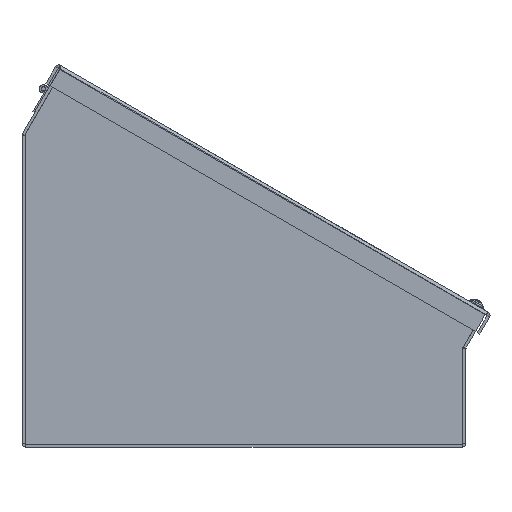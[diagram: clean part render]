
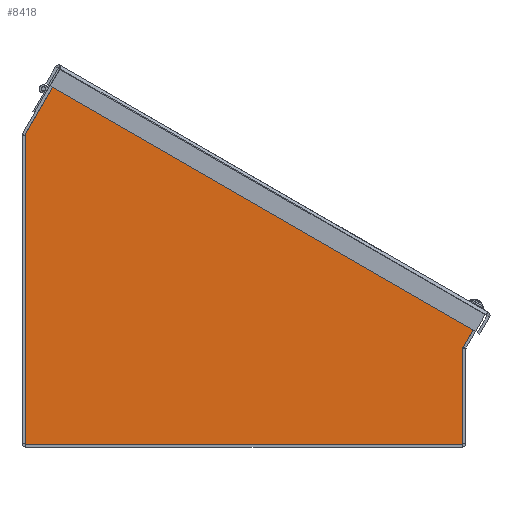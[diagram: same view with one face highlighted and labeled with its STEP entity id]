
A CAD part, front view. The second image highlights one B-rep face of the part: STEP entity #8418.
In plain terms, the highlighted face is planar.
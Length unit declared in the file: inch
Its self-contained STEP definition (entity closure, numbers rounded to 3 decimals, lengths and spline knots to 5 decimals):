
#296=PLANE($,#8935);
#705=LINE($,#12683,#1477);
#708=LINE($,#12689,#1480);
#711=LINE($,#12697,#1483);
#714=LINE($,#12701,#1486);
#726=LINE($,#12726,#1498);
#728=LINE($,#12730,#1500);
#730=LINE($,#12733,#1502);
#731=LINE($,#12736,#1503);
#732=LINE($,#12738,#1504);
#733=LINE($,#12740,#1505);
#734=LINE($,#12742,#1506);
#735=LINE($,#12744,#1507);
#736=LINE($,#12746,#1508);
#737=LINE($,#12747,#1509);
#1477=VECTOR($,#10094,10.65625);
#1480=VECTOR($,#10099,0.0002);
#1483=VECTOR($,#10104,0.0158);
#1486=VECTOR($,#10109,0.0002);
#1498=VECTOR($,#10125,0.0158);
#1500=VECTOR($,#10129,0.0002);
#1502=VECTOR($,#10133,0.0002);
#1503=VECTOR($,#10136,0.63792);
#1504=VECTOR($,#10137,1.65617);
#1505=VECTOR($,#10138,7.59463);
#1506=VECTOR($,#10139,10.75825);
#1507=VECTOR($,#10140,2.3635);
#1508=VECTOR($,#10141,0.80734);
#1509=VECTOR($,#10142,0.63792);
#2394=FACE_OUTER_BOUND($,#2820,.T.);
#2820=EDGE_LOOP($,(#6074,#6075,#6076,#6077,#6078,#6079,#6080,#6081,#6082,
#6083,#6084,#6085,#6086,#6087));
#3745=VERTEX_POINT($,#12668);
#3746=VERTEX_POINT($,#12672);
#3749=VERTEX_POINT($,#12687);
#3752=VERTEX_POINT($,#12694);
#3753=VERTEX_POINT($,#12696);
#3763=VERTEX_POINT($,#12723);
#3764=VERTEX_POINT($,#12725);
#3765=VERTEX_POINT($,#12729);
#3766=VERTEX_POINT($,#12735);
#3767=VERTEX_POINT($,#12737);
#3768=VERTEX_POINT($,#12739);
#3769=VERTEX_POINT($,#12741);
#3770=VERTEX_POINT($,#12743);
#3771=VERTEX_POINT($,#12745);
#4629=EDGE_CURVE($,#3745,#3746,#705,.T.);
#4632=EDGE_CURVE($,#3746,#3749,#708,.T.);
#4635=EDGE_CURVE($,#3753,#3752,#711,.T.);
#4638=EDGE_CURVE($,#3749,#3753,#714,.T.);
#4650=EDGE_CURVE($,#3764,#3763,#726,.T.);
#4652=EDGE_CURVE($,#3765,#3745,#728,.T.);
#4654=EDGE_CURVE($,#3763,#3765,#730,.T.);
#4655=EDGE_CURVE($,#3766,#3752,#731,.T.);
#4656=EDGE_CURVE($,#3767,#3766,#732,.T.);
#4657=EDGE_CURVE($,#3768,#3767,#733,.T.);
#4658=EDGE_CURVE($,#3769,#3768,#734,.T.);
#4659=EDGE_CURVE($,#3770,#3769,#735,.T.);
#4660=EDGE_CURVE($,#3771,#3770,#736,.T.);
#4661=EDGE_CURVE($,#3764,#3771,#737,.T.);
#6074=ORIENTED_EDGE($,*,*,#4635,.T.);
#6075=ORIENTED_EDGE($,*,*,#4655,.F.);
#6076=ORIENTED_EDGE($,*,*,#4656,.F.);
#6077=ORIENTED_EDGE($,*,*,#4657,.F.);
#6078=ORIENTED_EDGE($,*,*,#4658,.F.);
#6079=ORIENTED_EDGE($,*,*,#4659,.F.);
#6080=ORIENTED_EDGE($,*,*,#4660,.F.);
#6081=ORIENTED_EDGE($,*,*,#4661,.F.);
#6082=ORIENTED_EDGE($,*,*,#4650,.T.);
#6083=ORIENTED_EDGE($,*,*,#4654,.T.);
#6084=ORIENTED_EDGE($,*,*,#4652,.T.);
#6085=ORIENTED_EDGE($,*,*,#4629,.T.);
#6086=ORIENTED_EDGE($,*,*,#4632,.T.);
#6087=ORIENTED_EDGE($,*,*,#4638,.T.);
#8418=ADVANCED_FACE($,(#2394),#296,.T.);
#8935=AXIS2_PLACEMENT_3D($,#12734,#10134,#10135);
#10094=DIRECTION($,(-0.866,0.5,0.));
#10099=DIRECTION($,(-0.5,-0.866,0.));
#10104=DIRECTION($,(0.5,0.866,0.));
#10109=DIRECTION($,(-0.866,0.5,0.));
#10125=DIRECTION($,(-0.5,-0.866,0.));
#10129=DIRECTION($,(0.5,0.866,0.));
#10133=DIRECTION($,(-0.866,0.5,0.));
#10134=DIRECTION('center_axis',(0.,0.,1.));
#10135=DIRECTION('ref_axis',(1.,0.,0.));
#10136=DIRECTION($,(0.866,-0.5,0.));
#10137=DIRECTION($,(0.5,0.866,0.));
#10138=DIRECTION($,(0.,1.,0.));
#10139=DIRECTION($,(-1.,0.,0.));
#10140=DIRECTION($,(0.,-1.,0.));
#10141=DIRECTION($,(-0.5,-0.866,0.));
#10142=DIRECTION($,(0.866,-0.5,0.));
#12668=CARTESIAN_POINT('',(10.60149,3.36822,0.074));
#12672=CARTESIAN_POINT('',(1.37291,8.69635,0.074));
#12683=CARTESIAN_POINT($,(3.75805,7.31929,0.074));
#12687=CARTESIAN_POINT('',(1.37281,8.69618,0.074));
#12689=CARTESIAN_POINT($,(0.64184,7.4301,0.074));
#12694=CARTESIAN_POINT('',(1.38054,8.70996,0.074));
#12696=CARTESIAN_POINT('',(1.37264,8.69628,0.074));
#12697=CARTESIAN_POINT($,(0.64562,7.43704,0.074));
#12701=CARTESIAN_POINT($,(3.75787,7.31916,0.074));
#12723=CARTESIAN_POINT('',(10.60157,3.36795,0.074));
#12725=CARTESIAN_POINT('',(10.60947,3.38163,0.074));
#12726=CARTESIAN_POINT($,(9.8706,2.10188,0.074));
#12729=CARTESIAN_POINT('',(10.60139,3.36805,0.074));
#12730=CARTESIAN_POINT($,(9.87438,2.10882,0.074));
#12733=CARTESIAN_POINT($,(8.37224,4.65505,0.074));
#12734=CARTESIAN_POINT('Origin',(4.68116,3.4099,0.074));
#12735=CARTESIAN_POINT('',(0.82809,9.02892,0.074));
#12736=CARTESIAN_POINT($,(11.16192,3.06268,0.074));
#12737=CARTESIAN_POINT('',(0.,7.59463,0.074));
#12738=CARTESIAN_POINT($,(0.82809,9.02892,0.074));
#12739=CARTESIAN_POINT('',(0.,0.,0.074));
#12740=CARTESIAN_POINT($,(0.,7.59463,0.074));
#12741=CARTESIAN_POINT('',(10.75825,0.,0.074));
#12742=CARTESIAN_POINT($,(0.,0.,0.074));
#12743=CARTESIAN_POINT('',(10.75825,2.3635,0.074));
#12744=CARTESIAN_POINT($,(10.75825,0.,0.074));
#12745=CARTESIAN_POINT('',(11.16192,3.06268,0.074));
#12746=CARTESIAN_POINT($,(10.75825,2.3635,0.074));
#12747=CARTESIAN_POINT($,(11.16192,3.06268,0.074));
